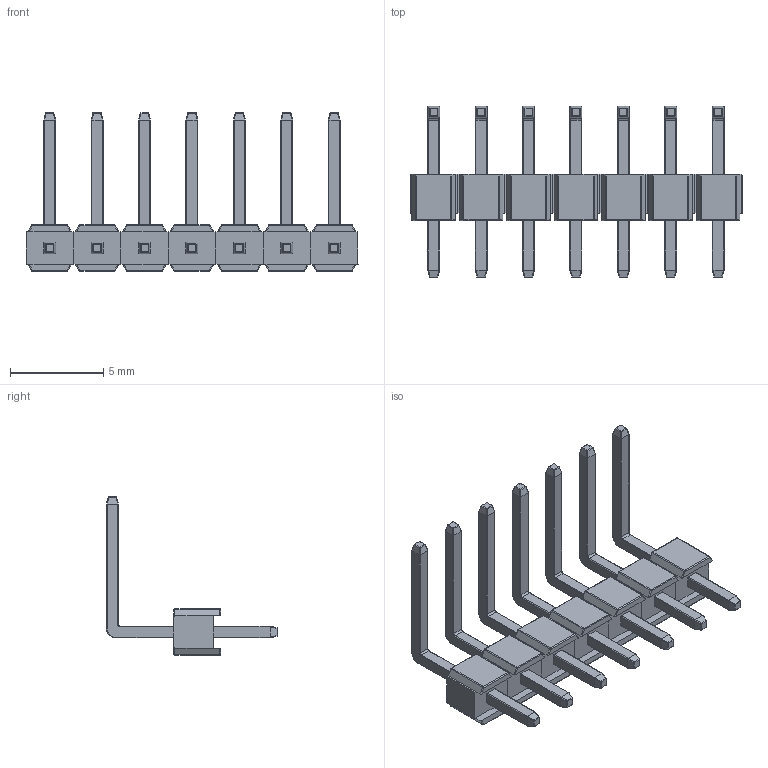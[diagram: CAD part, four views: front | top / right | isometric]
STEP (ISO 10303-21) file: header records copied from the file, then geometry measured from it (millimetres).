
FILE_DESCRIPTION (( 'STEP AP214' ), '1' );
FILE_NAME ('PH1RA-07-UA.STEP', '2019-04-15T20:53:52', ( '' ), ( '' ), 'SwSTEP 2.0', 'SolidWorks 2014', '' );
FILE_SCHEMA (( 'AUTOMOTIVE_DESIGN' ));
Length unit declared in the file: millimetre
Products named in the file (1): PH1RA-07-UA
Bounding box: 17.79 x 9.17 x 8.5 mm (x, y, z)
Volume: 132.2 mm3; surface area: 565.5 mm2
Topology: 21 solids, 21 shells, 826 faces, 1988 edges, 1176 vertices
Faces by surface type: cylinder 378, plane 308, torus 84, sphere 56
Entity records: 23626 total; most frequent: CARTESIAN_POINT 4719, DIRECTION 3978, ORIENTED_EDGE 3920, EDGE_CURVE 1960, AXIS2_PLACEMENT_3D 1443, VERTEX_POINT 1176, LINE 1092, VECTOR 1092
